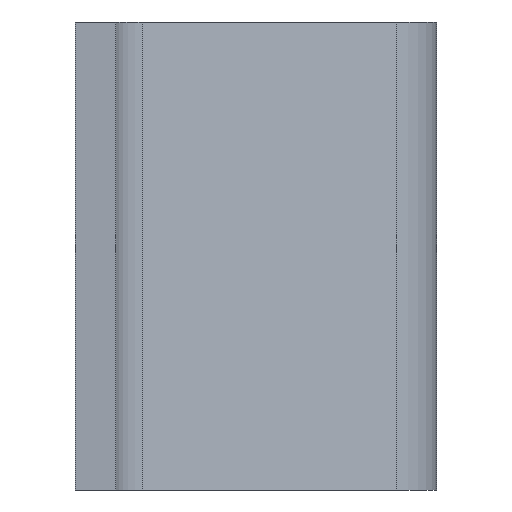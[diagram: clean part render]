
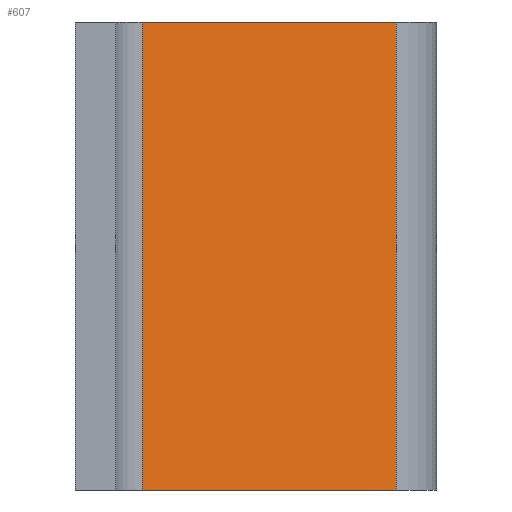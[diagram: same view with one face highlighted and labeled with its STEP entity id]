
A CAD part, left-side view. The second image highlights one B-rep face of the part: STEP entity #607.
In plain terms, the highlighted planar face has unit normal (-0.866, -0.5, 0).
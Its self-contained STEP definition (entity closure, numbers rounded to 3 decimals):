
#34=PLANE('',#668);
#63=FACE_OUTER_BOUND('',#99,.T.);
#99=EDGE_LOOP('',(#499,#500,#501,#502));
#155=LINE('',#995,#215);
#156=LINE('',#999,#216);
#157=LINE('',#1001,#217);
#158=LINE('',#1002,#218);
#215=VECTOR('',#816,10.);
#216=VECTOR('',#821,10.);
#217=VECTOR('',#822,10.);
#218=VECTOR('',#823,10.);
#301=VERTEX_POINT('',#992);
#302=VERTEX_POINT('',#994);
#303=VERTEX_POINT('',#998);
#304=VERTEX_POINT('',#1000);
#380=EDGE_CURVE('',#302,#301,#155,.T.);
#382=EDGE_CURVE('',#301,#303,#156,.T.);
#383=EDGE_CURVE('',#304,#303,#157,.T.);
#384=EDGE_CURVE('',#304,#302,#158,.T.);
#499=ORIENTED_EDGE('',*,*,#382,.T.);
#500=ORIENTED_EDGE('',*,*,#383,.F.);
#501=ORIENTED_EDGE('',*,*,#384,.T.);
#502=ORIENTED_EDGE('',*,*,#380,.T.);
#607=ADVANCED_FACE('',(#63),#34,.T.);
#668=AXIS2_PLACEMENT_3D('',#997,#819,#820);
#816=DIRECTION('',(0.,0.,1.));
#819=DIRECTION('center_axis',(-0.866,-0.5,0.));
#820=DIRECTION('ref_axis',(0.,0.,1.));
#821=DIRECTION('',(-0.5,0.866,0.));
#822=DIRECTION('',(0.,0.,1.));
#823=DIRECTION('',(0.5,-0.866,0.));
#992=CARTESIAN_POINT('',(-39.367,2.421,35.));
#994=CARTESIAN_POINT('',(-39.367,2.421,0.));
#995=CARTESIAN_POINT('',(-39.367,2.421,0.));
#997=CARTESIAN_POINT('Origin',(-39.367,2.421,0.));
#998=CARTESIAN_POINT('',(-50.337,21.421,35.));
#999=CARTESIAN_POINT('',(-50.337,21.421,35.));
#1000=CARTESIAN_POINT('',(-50.337,21.421,0.));
#1001=CARTESIAN_POINT('',(-50.337,21.421,0.));
#1002=CARTESIAN_POINT('',(-50.337,21.421,0.));
